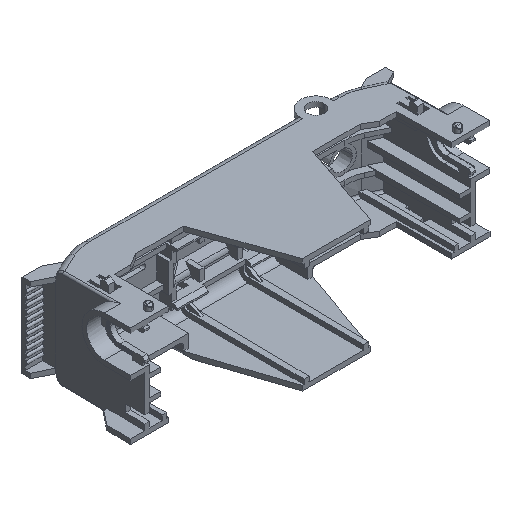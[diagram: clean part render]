
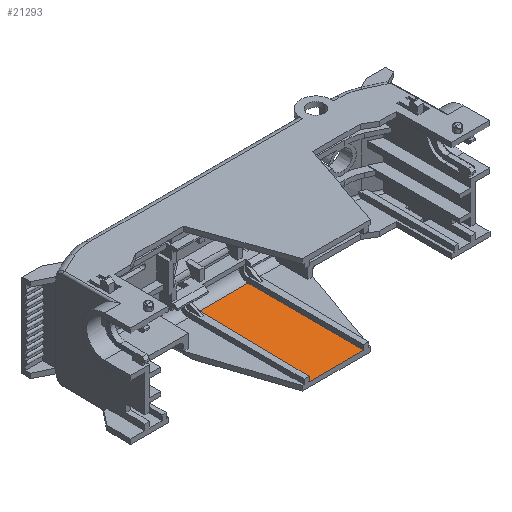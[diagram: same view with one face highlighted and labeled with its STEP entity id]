
A CAD part, isometric view. The second image highlights one B-rep face of the part: STEP entity #21293.
In plain terms, the highlighted planar face has unit normal (0, -0.009, 1).
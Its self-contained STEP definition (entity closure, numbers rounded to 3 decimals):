
#510 = VERTEX_POINT ( 'NONE', #27961 ) ;
#2066 = EDGE_CURVE ( 'NONE', #40225, #510, #16010, .T. ) ;
#16006 = DIRECTION ( 'NONE',  ( -0.009, 1., 0.009 ) ) ;
#16007 = VECTOR ( 'NONE', #16006, 1000. ) ;
#16009 = CARTESIAN_POINT ( 'NONE',  ( 10.997, 41.393, -24.264 ) ) ;
#16010 = LINE ( 'NONE', #16009, #16007 ) ;
#21278 = ORIENTED_EDGE ( 'NONE', *, *, #21369, .T. ) ;
#21293 = ADVANCED_FACE ( 'NONE', ( #54486 ), #54447, .F. ) ;
#21294 = ORIENTED_EDGE ( 'NONE', *, *, #45168, .F. ) ;
#21295 = ORIENTED_EDGE ( 'NONE', *, *, #2066, .T. ) ;
#21356 = EDGE_LOOP ( 'NONE', ( #21294, #21278, #21295, #36704 ) ) ;
#21369 = EDGE_CURVE ( 'NONE', #45187, #40225, #54912, .T. ) ;
#27961 = CARTESIAN_POINT ( 'NONE',  ( 11.035, 37.035, -24.302 ) ) ;
#30780 = VECTOR ( 'NONE', #30801, 1000. ) ;
#30801 = DIRECTION ( 'NONE',  ( 1., 0., 0. ) ) ;
#30807 = LINE ( 'NONE', #30810, #30780 ) ;
#30810 = CARTESIAN_POINT ( 'NONE',  ( -52.5, 37.035, -24.302 ) ) ;
#31454 = CARTESIAN_POINT ( 'NONE',  ( 11.454, -11., -24.721 ) ) ;
#33025 = DIRECTION ( 'NONE',  ( 0.009, 1., 0.009 ) ) ;
#33026 = VECTOR ( 'NONE', #33025, 1000. ) ;
#33027 = CARTESIAN_POINT ( 'NONE',  ( -10.997, 41.393, -24.264 ) ) ;
#33028 = LINE ( 'NONE', #33027, #33026 ) ;
#33054 = CARTESIAN_POINT ( 'NONE',  ( -11.035, 37.035, -24.302 ) ) ;
#33062 = CARTESIAN_POINT ( 'NONE',  ( -11.454, -11., -24.721 ) ) ;
#36704 = ORIENTED_EDGE ( 'NONE', *, *, #36730, .F. ) ;
#36730 = EDGE_CURVE ( 'NONE', #45159, #510, #30807, .T. ) ;
#40225 = VERTEX_POINT ( 'NONE', #31454 ) ;
#45159 = VERTEX_POINT ( 'NONE', #33054 ) ;
#45168 = EDGE_CURVE ( 'NONE', #45187, #45159, #33028, .T. ) ;
#45187 = VERTEX_POINT ( 'NONE', #33062 ) ;
#54414 = CARTESIAN_POINT ( 'NONE',  ( -52.5, 42.983, -24.25 ) ) ;
#54447 = PLANE ( 'NONE',  #54451 ) ;
#54451 = AXIS2_PLACEMENT_3D ( 'NONE', #54414, #54565, #54564 ) ;
#54486 = FACE_OUTER_BOUND ( 'NONE', #21356, .T. ) ;
#54564 = DIRECTION ( 'NONE',  ( 0., 1., 0.009 ) ) ;
#54565 = DIRECTION ( 'NONE',  ( 0., 0.009, -1. ) ) ;
#54884 = DIRECTION ( 'NONE',  ( 1., 0., 0. ) ) ;
#54885 = VECTOR ( 'NONE', #54884, 1000. ) ;
#54910 = CARTESIAN_POINT ( 'NONE',  ( -52.5, -11., -24.721 ) ) ;
#54912 = LINE ( 'NONE', #54910, #54885 ) ;
